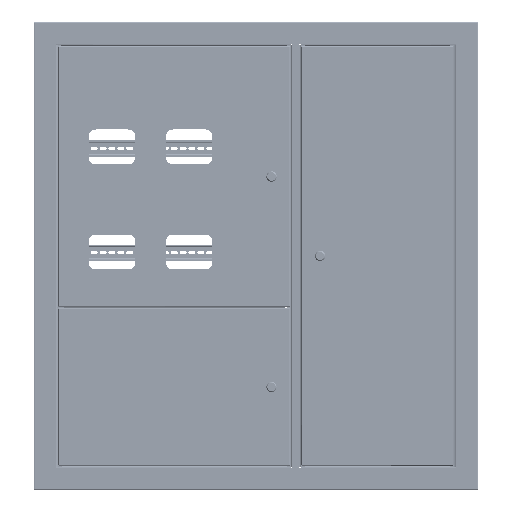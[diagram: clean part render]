
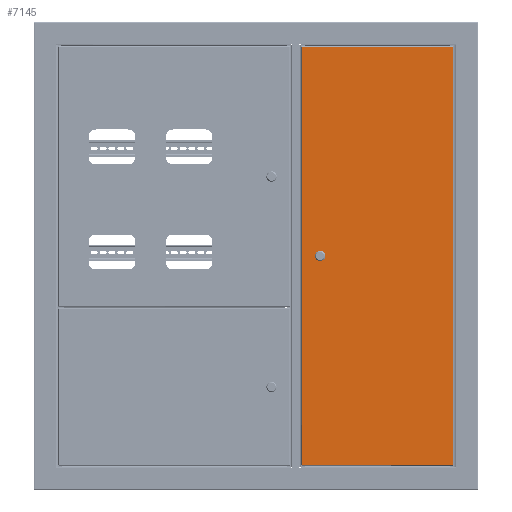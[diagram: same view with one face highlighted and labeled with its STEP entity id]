
A CAD part, top view. The second image highlights one B-rep face of the part: STEP entity #7145.
In plain terms, the highlighted planar face has unit normal (0, 0, 1).
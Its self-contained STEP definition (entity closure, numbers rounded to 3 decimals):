
#27 = VECTOR ( 'NONE', #1799, 1000. ) ;
#1799 = DIRECTION ( 'NONE',  ( -1., 0., 0. ) ) ;
#2227 = CARTESIAN_POINT ( 'NONE',  ( 451.849, 31.5, 0. ) ) ;
#2973 = DIRECTION ( 'NONE',  ( 0., 1., 0. ) ) ;
#3149 = DIRECTION ( 'NONE',  ( -1., 0., 0. ) ) ;
#4428 = CARTESIAN_POINT ( 'NONE',  ( 451.849, 31.5, 0. ) ) ;
#6320 = DIRECTION ( 'NONE',  ( 0., 0., 1. ) ) ;
#6355 = CIRCLE ( 'NONE', #49564, 9.25 ) ;
#6369 = ORIENTED_EDGE ( 'NONE', *, *, #39419, .F. ) ;
#7145 = ADVANCED_FACE ( 'NONE', ( #21014, #70413 ), #70852, .F. ) ;
#9676 = LINE ( 'NONE', #2227, #40428 ) ;
#9808 = ORIENTED_EDGE ( 'NONE', *, *, #44022, .F. ) ;
#9961 = LINE ( 'NONE', #38438, #26621 ) ;
#10224 = VECTOR ( 'NONE', #67811, 1000. ) ;
#10521 = DIRECTION ( 'NONE',  ( 1., 0., 0. ) ) ;
#16163 = VERTEX_POINT ( 'NONE', #4428 ) ;
#16599 = CARTESIAN_POINT ( 'NONE',  ( 448.2, 40., 0. ) ) ;
#17165 = CARTESIAN_POINT ( 'NONE',  ( 451.849, 48.5, 0. ) ) ;
#17376 = DIRECTION ( 'NONE',  ( -1., 0., 0. ) ) ;
#17647 = EDGE_CURVE ( 'NONE', #28624, #50655, #89405, .T. ) ;
#17994 = EDGE_LOOP ( 'NONE', ( #37510, #52202, #87505, #37798 ) ) ;
#21014 = FACE_BOUND ( 'NONE', #92042, .T. ) ;
#21181 = DIRECTION ( 'NONE',  ( 1., 0., 0. ) ) ;
#22495 = EDGE_CURVE ( 'NONE', #42228, #28624, #81467, .T. ) ;
#26566 = CARTESIAN_POINT ( 'NONE',  ( 1.7, 1.7, 0. ) ) ;
#26621 = VECTOR ( 'NONE', #2973, 1000. ) ;
#27537 = CIRCLE ( 'NONE', #72151, 9.25 ) ;
#27795 = DIRECTION ( 'NONE',  ( 1., 0., 0. ) ) ;
#27819 = ORIENTED_EDGE ( 'NONE', *, *, #35580, .F. ) ;
#28624 = VERTEX_POINT ( 'NONE', #44662 ) ;
#29537 = CARTESIAN_POINT ( 'NONE',  ( 1.7, 1.7, 0. ) ) ;
#31036 = CARTESIAN_POINT ( 'NONE',  ( 1.7, 324.293, 0. ) ) ;
#31040 = VERTEX_POINT ( 'NONE', #80705 ) ;
#31441 = VECTOR ( 'NONE', #21181, 1000. ) ;
#32882 = CARTESIAN_POINT ( 'NONE',  ( 444.551, 48.5, 0. ) ) ;
#33051 = ORIENTED_EDGE ( 'NONE', *, *, #66437, .F. ) ;
#35580 = EDGE_CURVE ( 'NONE', #31040, #68206, #6355, .T. ) ;
#37510 = ORIENTED_EDGE ( 'NONE', *, *, #47759, .T. ) ;
#37798 = ORIENTED_EDGE ( 'NONE', *, *, #17647, .T. ) ;
#38438 = CARTESIAN_POINT ( 'NONE',  ( 894.7, 0., 0. ) ) ;
#38616 = CARTESIAN_POINT ( 'NONE',  ( 894.993, 324., 0. ) ) ;
#39419 = EDGE_CURVE ( 'NONE', #43963, #82169, #27537, .T. ) ;
#39445 = CARTESIAN_POINT ( 'NONE',  ( 451.849, 48.5, 0. ) ) ;
#40428 = VECTOR ( 'NONE', #65660, 1000. ) ;
#41405 = VECTOR ( 'NONE', #3149, 1000. ) ;
#42228 = VERTEX_POINT ( 'NONE', #53026 ) ;
#43963 = VERTEX_POINT ( 'NONE', #32882 ) ;
#44022 = EDGE_CURVE ( 'NONE', #16163, #31040, #54932, .T. ) ;
#44662 = CARTESIAN_POINT ( 'NONE',  ( 1.7, 324., 0. ) ) ;
#45458 = CARTESIAN_POINT ( 'NONE',  ( 448.2, 40., 0. ) ) ;
#46828 = DIRECTION ( 'NONE',  ( 1., 0., 0. ) ) ;
#47759 = EDGE_CURVE ( 'NONE', #50655, #54147, #64929, .T. ) ;
#48614 = EDGE_CURVE ( 'NONE', #82169, #16163, #9676, .T. ) ;
#49564 = AXIS2_PLACEMENT_3D ( 'NONE', #51070, #6320, #27795 ) ;
#50655 = VERTEX_POINT ( 'NONE', #26566 ) ;
#51070 = CARTESIAN_POINT ( 'NONE',  ( 448.2, 40., 0. ) ) ;
#52202 = ORIENTED_EDGE ( 'NONE', *, *, #84950, .T. ) ;
#53026 = CARTESIAN_POINT ( 'NONE',  ( 894.7, 324., 0. ) ) ;
#54147 = VERTEX_POINT ( 'NONE', #76238 ) ;
#54932 = CIRCLE ( 'NONE', #77210, 9.25 ) ;
#63850 = DIRECTION ( 'NONE',  ( 0., 0., -1. ) ) ;
#64929 = LINE ( 'NONE', #29537, #31441 ) ;
#65660 = DIRECTION ( 'NONE',  ( 1., 0., 0. ) ) ;
#66437 = EDGE_CURVE ( 'NONE', #68206, #43963, #72658, .T. ) ;
#67399 = DIRECTION ( 'NONE',  ( 0., 0., 1. ) ) ;
#67811 = DIRECTION ( 'NONE',  ( 0., -1., 0. ) ) ;
#68206 = VERTEX_POINT ( 'NONE', #39445 ) ;
#70413 = FACE_OUTER_BOUND ( 'NONE', #17994, .T. ) ;
#70852 = PLANE ( 'NONE',  #81504 ) ;
#72151 = AXIS2_PLACEMENT_3D ( 'NONE', #16599, #67399, #10521 ) ;
#72658 = LINE ( 'NONE', #17165, #27 ) ;
#72960 = CARTESIAN_POINT ( 'NONE',  ( 444.551, 31.5, 0. ) ) ;
#73903 = DIRECTION ( 'NONE',  ( 0., 0., 1. ) ) ;
#76238 = CARTESIAN_POINT ( 'NONE',  ( 894.7, 1.7, 0. ) ) ;
#77210 = AXIS2_PLACEMENT_3D ( 'NONE', #45458, #73903, #46828 ) ;
#77851 = CARTESIAN_POINT ( 'NONE',  ( 0., 325.7, 0. ) ) ;
#80705 = CARTESIAN_POINT ( 'NONE',  ( 457.45, 40., 0. ) ) ;
#81467 = LINE ( 'NONE', #38616, #41405 ) ;
#81504 = AXIS2_PLACEMENT_3D ( 'NONE', #77851, #63850, #17376 ) ;
#81578 = ORIENTED_EDGE ( 'NONE', *, *, #48614, .F. ) ;
#82169 = VERTEX_POINT ( 'NONE', #72960 ) ;
#84950 = EDGE_CURVE ( 'NONE', #54147, #42228, #9961, .T. ) ;
#87505 = ORIENTED_EDGE ( 'NONE', *, *, #22495, .T. ) ;
#89405 = LINE ( 'NONE', #31036, #10224 ) ;
#92042 = EDGE_LOOP ( 'NONE', ( #33051, #27819, #9808, #81578, #6369 ) ) ;
